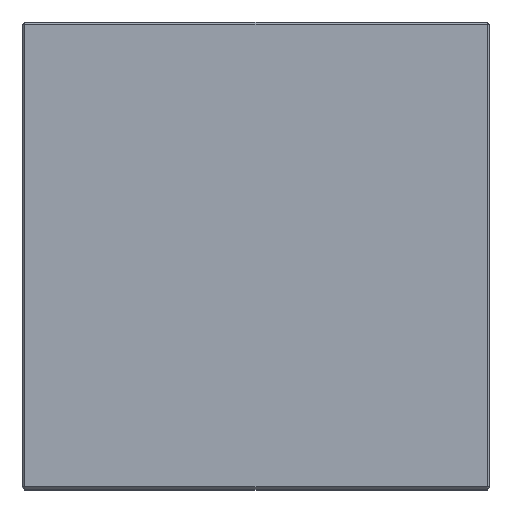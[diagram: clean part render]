
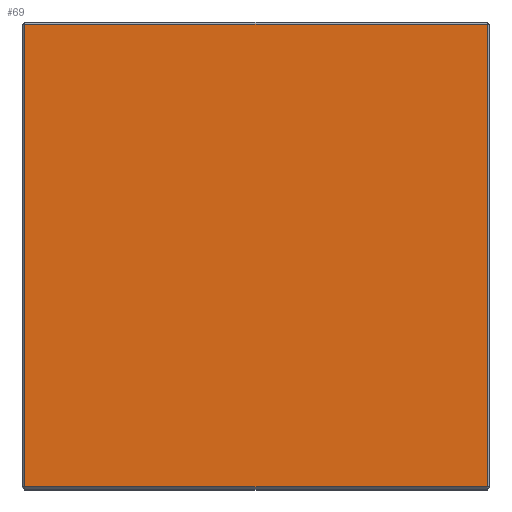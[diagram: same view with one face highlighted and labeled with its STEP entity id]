
A CAD part, top view. The second image highlights one B-rep face of the part: STEP entity #69.
In plain terms, the highlighted planar face has unit normal (0, 0, 1).
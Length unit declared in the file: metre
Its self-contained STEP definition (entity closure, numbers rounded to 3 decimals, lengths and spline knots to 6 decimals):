
#69 = ADVANCED_FACE( '', ( #119 ), #120, .F. );
#119 = FACE_OUTER_BOUND( '', #171, .T. );
#120 = PLANE( '', #172 );
#171 = EDGE_LOOP( '', ( #330, #331, #332, #333 ) );
#172 = AXIS2_PLACEMENT_3D( '', #334, #335, #336 );
#330 = ORIENTED_EDGE( '', *, *, #355, .T. );
#331 = ORIENTED_EDGE( '', *, *, #398, .T. );
#332 = ORIENTED_EDGE( '', *, *, #391, .T. );
#333 = ORIENTED_EDGE( '', *, *, #389, .T. );
#334 = CARTESIAN_POINT( '', ( 0., 0., 0.05 ) );
#335 = DIRECTION( '', ( 0., 0., -1. ) );
#336 = DIRECTION( '', ( -1., 0., 0. ) );
#355 = EDGE_CURVE( '', #408, #406, #409, .T. );
#389 = EDGE_CURVE( '', #451, #408, #461, .T. );
#391 = EDGE_CURVE( '', #399, #451, #463, .T. );
#398 = EDGE_CURVE( '', #406, #399, #470, .T. );
#399 = VERTEX_POINT( '', #471 );
#406 = VERTEX_POINT( '', #481 );
#408 = VERTEX_POINT( '', #484 );
#409 = LINE( '', #485, #486 );
#451 = VERTEX_POINT( '', #554 );
#461 = LINE( '', #571, #572 );
#463 = LINE( '', #575, #576 );
#470 = LINE( '', #589, #590 );
#471 = CARTESIAN_POINT( '', ( 0.0495, -0.0495, 0.05 ) );
#481 = CARTESIAN_POINT( '', ( -0.0495, -0.0495, 0.05 ) );
#484 = CARTESIAN_POINT( '', ( -0.0495, 0.0495, 0.05 ) );
#485 = CARTESIAN_POINT( '', ( -0.0495, -0.05, 0.05 ) );
#486 = VECTOR( '', #595, 1. );
#554 = CARTESIAN_POINT( '', ( 0.0495, 0.0495, 0.05 ) );
#571 = CARTESIAN_POINT( '', ( -0.05, 0.0495, 0.05 ) );
#572 = VECTOR( '', #629, 1. );
#575 = CARTESIAN_POINT( '', ( 0.0495, 0.05, 0.05 ) );
#576 = VECTOR( '', #631, 1. );
#589 = CARTESIAN_POINT( '', ( 0.05, -0.0495, 0.05 ) );
#590 = VECTOR( '', #638, 1. );
#595 = DIRECTION( '', ( 0., -1., 0. ) );
#629 = DIRECTION( '', ( -1., 0., 0. ) );
#631 = DIRECTION( '', ( 0., 1., 0. ) );
#638 = DIRECTION( '', ( 1., 0., 0. ) );
